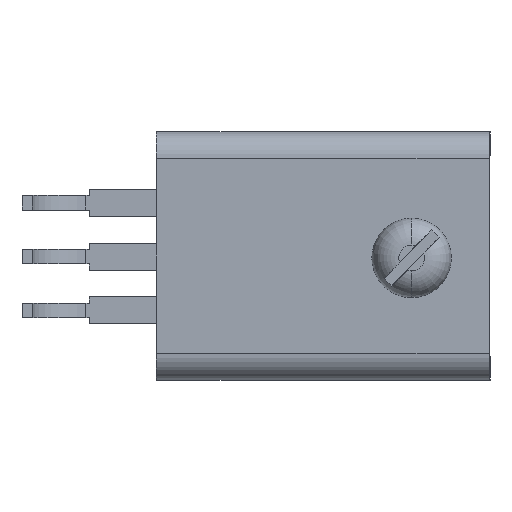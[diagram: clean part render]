
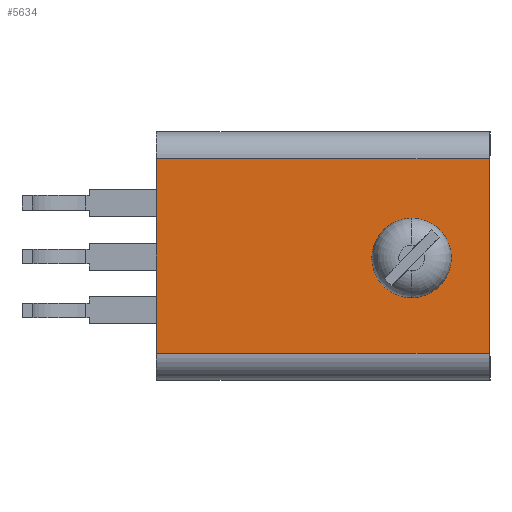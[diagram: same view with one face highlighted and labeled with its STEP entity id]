
A CAD part, front view. The second image highlights one B-rep face of the part: STEP entity #5634.
In plain terms, the highlighted planar face has unit normal (0, -1, 0).
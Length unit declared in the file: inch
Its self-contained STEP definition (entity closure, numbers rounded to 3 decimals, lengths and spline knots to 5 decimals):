
#12 = CARTESIAN_POINT ( 'NONE',  ( 0.47429, -0.05, -0.17746 ) ) ;
#151 = DIRECTION ( 'NONE',  ( 0., 0., 1. ) ) ;
#357 = ORIENTED_EDGE ( 'NONE', *, *, #3123, .T. ) ;
#474 = DIRECTION ( 'NONE',  ( 0., 0., 1. ) ) ;
#507 = EDGE_CURVE ( 'NONE', #4127, #5611, #3439, .T. ) ;
#547 = DIRECTION ( 'NONE',  ( 1., 0., 0. ) ) ;
#685 = CIRCLE ( 'NONE', #1572, 0.07385 ) ;
#687 = EDGE_CURVE ( 'NONE', #3389, #2438, #685, .T. ) ;
#933 = FACE_OUTER_BOUND ( 'NONE', #1907, .T. ) ;
#1018 = VECTOR ( 'NONE', #547, 39.37008 ) ;
#1171 = PLANE ( 'NONE',  #1296 ) ;
#1204 = LINE ( 'NONE', #1889, #5948 ) ;
#1296 = AXIS2_PLACEMENT_3D ( 'NONE', #5327, #2576, #5780 ) ;
#1486 = CARTESIAN_POINT ( 'NONE',  ( 0., -0.05, -0.40448 ) ) ;
#1502 = EDGE_CURVE ( 'NONE', #5611, #2936, #3215, .T. ) ;
#1533 = ORIENTED_EDGE ( 'NONE', *, *, #2166, .F. ) ;
#1572 = AXIS2_PLACEMENT_3D ( 'NONE', #5661, #2915, #151 ) ;
#1582 = VERTEX_POINT ( 'NONE', #5708 ) ;
#1889 = CARTESIAN_POINT ( 'NONE',  ( 0.61841, -0.05, -0.40448 ) ) ;
#1907 = EDGE_LOOP ( 'NONE', ( #4404, #2596, #357, #4564 ) ) ;
#2005 = FACE_BOUND ( 'NONE', #2026, .T. ) ;
#2026 = EDGE_LOOP ( 'NONE', ( #5220, #1533 ) ) ;
#2073 = CARTESIAN_POINT ( 'NONE',  ( 0., -0.05, 0.00673 ) ) ;
#2166 = EDGE_CURVE ( 'NONE', #2438, #3389, #4484, .T. ) ;
#2318 = EDGE_CURVE ( 'NONE', #2936, #1582, #5754, .T. ) ;
#2438 = VERTEX_POINT ( 'NONE', #2530 ) ;
#2530 = CARTESIAN_POINT ( 'NONE',  ( 0.47429, -0.05, -0.25131 ) ) ;
#2576 = DIRECTION ( 'NONE',  ( 0., 1., 0. ) ) ;
#2596 = ORIENTED_EDGE ( 'NONE', *, *, #2318, .T. ) ;
#2840 = DIRECTION ( 'NONE',  ( 0., 0., 1. ) ) ;
#2915 = DIRECTION ( 'NONE',  ( 0., -1., 0. ) ) ;
#2936 = VERTEX_POINT ( 'NONE', #3359 ) ;
#3123 = EDGE_CURVE ( 'NONE', #1582, #4127, #1204, .T. ) ;
#3215 = LINE ( 'NONE', #1486, #5644 ) ;
#3230 = DIRECTION ( 'NONE',  ( 0., -1., 0. ) ) ;
#3359 = CARTESIAN_POINT ( 'NONE',  ( 0., -0.05, -0.35448 ) ) ;
#3389 = VERTEX_POINT ( 'NONE', #5813 ) ;
#3439 = LINE ( 'NONE', #5870, #5716 ) ;
#3771 = CARTESIAN_POINT ( 'NONE',  ( 0., -0.05, -0.35448 ) ) ;
#4016 = CARTESIAN_POINT ( 'NONE',  ( 0.61841, -0.05, 0.00673 ) ) ;
#4127 = VERTEX_POINT ( 'NONE', #4016 ) ;
#4214 = DIRECTION ( 'NONE',  ( 0., 0., -1. ) ) ;
#4227 = AXIS2_PLACEMENT_3D ( 'NONE', #12, #3230, #474 ) ;
#4404 = ORIENTED_EDGE ( 'NONE', *, *, #1502, .T. ) ;
#4484 = CIRCLE ( 'NONE', #4227, 0.07385 ) ;
#4489 = DIRECTION ( 'NONE',  ( -1., 0., 0. ) ) ;
#4564 = ORIENTED_EDGE ( 'NONE', *, *, #507, .T. ) ;
#5220 = ORIENTED_EDGE ( 'NONE', *, *, #687, .F. ) ;
#5327 = CARTESIAN_POINT ( 'NONE',  ( 0., -0.05, 0.05673 ) ) ;
#5611 = VERTEX_POINT ( 'NONE', #2073 ) ;
#5634 = ADVANCED_FACE ( 'NONE', ( #933, #2005 ), #1171, .F. ) ;
#5644 = VECTOR ( 'NONE', #4214, 39.37008 ) ;
#5661 = CARTESIAN_POINT ( 'NONE',  ( 0.47429, -0.05, -0.17746 ) ) ;
#5708 = CARTESIAN_POINT ( 'NONE',  ( 0.61841, -0.05, -0.35448 ) ) ;
#5716 = VECTOR ( 'NONE', #4489, 39.37008 ) ;
#5754 = LINE ( 'NONE', #3771, #1018 ) ;
#5780 = DIRECTION ( 'NONE',  ( 0., 0., 1. ) ) ;
#5813 = CARTESIAN_POINT ( 'NONE',  ( 0.47429, -0.05, -0.10362 ) ) ;
#5870 = CARTESIAN_POINT ( 'NONE',  ( 0., -0.05, 0.00673 ) ) ;
#5948 = VECTOR ( 'NONE', #2840, 39.37008 ) ;
